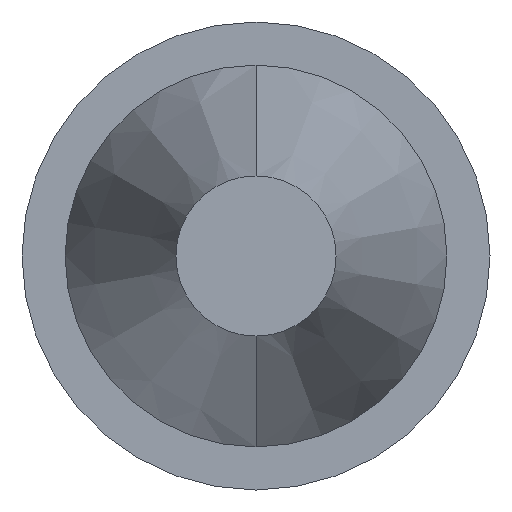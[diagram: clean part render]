
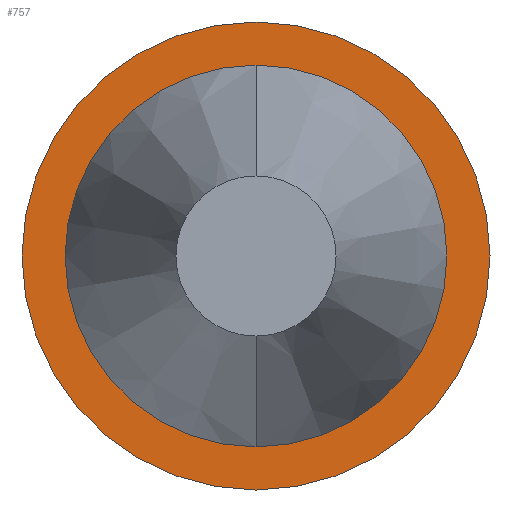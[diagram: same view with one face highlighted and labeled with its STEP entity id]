
A CAD part, front view. The second image highlights one B-rep face of the part: STEP entity #757.
In plain terms, the highlighted planar face has unit normal (0, -1, 0).
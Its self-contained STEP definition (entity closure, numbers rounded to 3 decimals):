
#10 = VERTEX_POINT ( 'NONE', #977 ) ;
#18 = CARTESIAN_POINT ( 'NONE',  ( 0., 0., 0. ) ) ;
#94 = VERTEX_POINT ( 'NONE', #881 ) ;
#185 = EDGE_CURVE ( 'NONE', #94, #1202, #193, .T. ) ;
#193 = CIRCLE ( 'NONE', #780, 2. ) ;
#223 = CIRCLE ( 'NONE', #703, 3.8 ) ;
#236 = DIRECTION ( 'NONE',  ( 0., 1., 0. ) ) ;
#298 = DIRECTION ( 'NONE',  ( 0., 1., 0. ) ) ;
#305 = DIRECTION ( 'NONE',  ( 0., 0., 1. ) ) ;
#307 = ORIENTED_EDGE ( 'NONE', *, *, #1310, .F. ) ;
#342 = AXIS2_PLACEMENT_3D ( 'NONE', #1361, #298, #305 ) ;
#402 = CARTESIAN_POINT ( 'NONE',  ( 0., 0., 0. ) ) ;
#412 = DIRECTION ( 'NONE',  ( 0., 0., 1. ) ) ;
#452 = AXIS2_PLACEMENT_3D ( 'NONE', #814, #1041, #495 ) ;
#460 = CARTESIAN_POINT ( 'NONE',  ( 0., 0., -3.8 ) ) ;
#480 = DIRECTION ( 'NONE',  ( 0., 1., 0. ) ) ;
#495 = DIRECTION ( 'NONE',  ( 0., 0., 1. ) ) ;
#502 = VERTEX_POINT ( 'NONE', #460 ) ;
#548 = DIRECTION ( 'NONE',  ( 0., 0., 1. ) ) ;
#613 = FACE_OUTER_BOUND ( 'NONE', #1253, .T. ) ;
#633 = CIRCLE ( 'NONE', #799, 2. ) ;
#676 = CARTESIAN_POINT ( 'NONE',  ( 0., 0., 2. ) ) ;
#703 = AXIS2_PLACEMENT_3D ( 'NONE', #402, #834, #1050 ) ;
#726 = CARTESIAN_POINT ( 'NONE',  ( 0., 0., 0. ) ) ;
#742 = EDGE_CURVE ( 'NONE', #502, #10, #223, .T. ) ;
#757 = ADVANCED_FACE ( 'NONE', ( #764, #613 ), #1143, .F. ) ;
#764 = FACE_BOUND ( 'NONE', #1353, .T. ) ;
#780 = AXIS2_PLACEMENT_3D ( 'NONE', #726, #480, #412 ) ;
#799 = AXIS2_PLACEMENT_3D ( 'NONE', #18, #236, #548 ) ;
#814 = CARTESIAN_POINT ( 'NONE',  ( 0., 0., 0. ) ) ;
#834 = DIRECTION ( 'NONE',  ( 0., 1., 0. ) ) ;
#881 = CARTESIAN_POINT ( 'NONE',  ( 0., 0., -2. ) ) ;
#947 = CIRCLE ( 'NONE', #452, 3.8 ) ;
#965 = EDGE_CURVE ( 'NONE', #1202, #94, #633, .T. ) ;
#977 = CARTESIAN_POINT ( 'NONE',  ( 0., 0., 3.8 ) ) ;
#1041 = DIRECTION ( 'NONE',  ( 0., 1., 0. ) ) ;
#1050 = DIRECTION ( 'NONE',  ( 0., 0., 1. ) ) ;
#1107 = ORIENTED_EDGE ( 'NONE', *, *, #965, .T. ) ;
#1141 = ORIENTED_EDGE ( 'NONE', *, *, #185, .T. ) ;
#1143 = PLANE ( 'NONE',  #342 ) ;
#1202 = VERTEX_POINT ( 'NONE', #676 ) ;
#1253 = EDGE_LOOP ( 'NONE', ( #1257, #307 ) ) ;
#1257 = ORIENTED_EDGE ( 'NONE', *, *, #742, .F. ) ;
#1310 = EDGE_CURVE ( 'NONE', #10, #502, #947, .T. ) ;
#1353 = EDGE_LOOP ( 'NONE', ( #1107, #1141 ) ) ;
#1361 = CARTESIAN_POINT ( 'NONE',  ( 0., 0., 0. ) ) ;
